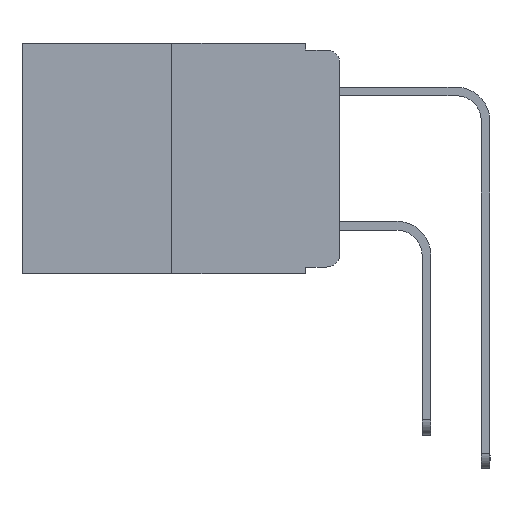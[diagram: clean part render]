
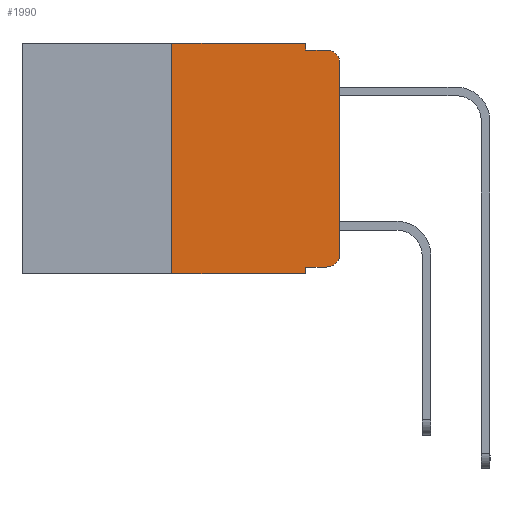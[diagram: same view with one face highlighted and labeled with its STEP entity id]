
A CAD part, left-side view. The second image highlights one B-rep face of the part: STEP entity #1990.
In plain terms, the highlighted planar face has unit normal (-1, 0, 0).
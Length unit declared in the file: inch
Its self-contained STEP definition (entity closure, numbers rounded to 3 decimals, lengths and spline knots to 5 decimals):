
#516 = CARTESIAN_POINT ( 'NONE',  ( 0., 0.473, 0. ) ) ;
#603 = VECTOR ( 'NONE', #17514, 39.37008 ) ;
#1990 = ADVANCED_FACE ( 'NONE', ( #22837 ), #18773, .F. ) ;
#2295 = DIRECTION ( 'NONE',  ( -1., 0., 0. ) ) ;
#2432 = DIRECTION ( 'NONE',  ( 0., 0., -1. ) ) ;
#2612 = DIRECTION ( 'NONE',  ( 0., 0., 1. ) ) ;
#2860 = CARTESIAN_POINT ( 'NONE',  ( 0., 0.051, -0.333 ) ) ;
#2867 = LINE ( 'NONE', #17748, #20963 ) ;
#3385 = VERTEX_POINT ( 'NONE', #18638 ) ;
#3668 = VECTOR ( 'NONE', #5071, 39.37008 ) ;
#3986 = VERTEX_POINT ( 'NONE', #19727 ) ;
#4057 = CARTESIAN_POINT ( 'NONE',  ( 0., 0.051, -0.01 ) ) ;
#4297 = CARTESIAN_POINT ( 'NONE',  ( 0., 0.051, -0.343 ) ) ;
#4453 = ORIENTED_EDGE ( 'NONE', *, *, #13554, .F. ) ;
#4659 = CARTESIAN_POINT ( 'NONE',  ( 0., 0.051, -0.333 ) ) ;
#5071 = DIRECTION ( 'NONE',  ( 0., -1., 0. ) ) ;
#5301 = EDGE_CURVE ( 'NONE', #15884, #8833, #17059, .T. ) ;
#5448 = EDGE_CURVE ( 'NONE', #16995, #8833, #2867, .T. ) ;
#5492 = LINE ( 'NONE', #18526, #13220 ) ;
#6804 = CARTESIAN_POINT ( 'NONE',  ( 0., 0.25, -0.343 ) ) ;
#6850 = ORIENTED_EDGE ( 'NONE', *, *, #23211, .T. ) ;
#6984 = LINE ( 'NONE', #21828, #20152 ) ;
#7661 = ORIENTED_EDGE ( 'NONE', *, *, #5301, .F. ) ;
#7858 = VECTOR ( 'NONE', #16676, 39.37008 ) ;
#7907 = EDGE_CURVE ( 'NONE', #3986, #14572, #23263, .T. ) ;
#8088 = VERTEX_POINT ( 'NONE', #19895 ) ;
#8141 = CARTESIAN_POINT ( 'NONE',  ( 0., 0.02, -0.01 ) ) ;
#8527 = AXIS2_PLACEMENT_3D ( 'NONE', #18993, #2295, #2432 ) ;
#8795 = VERTEX_POINT ( 'NONE', #19930 ) ;
#8833 = VERTEX_POINT ( 'NONE', #4297 ) ;
#9480 = DIRECTION ( 'NONE',  ( 0., -1., 0. ) ) ;
#10226 = DIRECTION ( 'NONE',  ( 0., 0., -1. ) ) ;
#10512 = AXIS2_PLACEMENT_3D ( 'NONE', #15988, #25083, #10226 ) ;
#11144 = ORIENTED_EDGE ( 'NONE', *, *, #7907, .F. ) ;
#11453 = EDGE_LOOP ( 'NONE', ( #20608, #20380, #11144, #17744, #4453, #15774, #14163, #7661, #6850, #14845 ) ) ;
#11957 = EDGE_CURVE ( 'NONE', #16995, #8088, #6984, .T. ) ;
#12631 = AXIS2_PLACEMENT_3D ( 'NONE', #24861, #25005, #14489 ) ;
#13220 = VECTOR ( 'NONE', #16285, 39.37008 ) ;
#13456 = CIRCLE ( 'NONE', #8527, 0.02 ) ;
#13554 = EDGE_CURVE ( 'NONE', #8088, #27428, #26609, .T. ) ;
#14163 = ORIENTED_EDGE ( 'NONE', *, *, #5448, .T. ) ;
#14489 = DIRECTION ( 'NONE',  ( 0., 0., -1. ) ) ;
#14572 = VERTEX_POINT ( 'NONE', #8141 ) ;
#14589 = VERTEX_POINT ( 'NONE', #16687 ) ;
#14845 = ORIENTED_EDGE ( 'NONE', *, *, #21295, .T. ) ;
#15774 = ORIENTED_EDGE ( 'NONE', *, *, #11957, .F. ) ;
#15884 = VERTEX_POINT ( 'NONE', #2860 ) ;
#15988 = CARTESIAN_POINT ( 'NONE',  ( 0., 0.473, 0. ) ) ;
#16285 = DIRECTION ( 'NONE',  ( 0., 0., 1. ) ) ;
#16302 = VECTOR ( 'NONE', #23702, 39.37008 ) ;
#16676 = DIRECTION ( 'NONE',  ( 0., -1., 0. ) ) ;
#16687 = CARTESIAN_POINT ( 'NONE',  ( 0., 0., -0.03 ) ) ;
#16995 = VERTEX_POINT ( 'NONE', #6804 ) ;
#17059 = LINE ( 'NONE', #21676, #18810 ) ;
#17251 = CARTESIAN_POINT ( 'NONE',  ( 0., 0.051, 0. ) ) ;
#17514 = DIRECTION ( 'NONE',  ( 0., -1., 0. ) ) ;
#17744 = ORIENTED_EDGE ( 'NONE', *, *, #25852, .F. ) ;
#17748 = CARTESIAN_POINT ( 'NONE',  ( 0., 0.473, -0.343 ) ) ;
#18526 = CARTESIAN_POINT ( 'NONE',  ( 0., 0., 0. ) ) ;
#18638 = CARTESIAN_POINT ( 'NONE',  ( 0., 0., -0.313 ) ) ;
#18773 = PLANE ( 'NONE',  #10512 ) ;
#18810 = VECTOR ( 'NONE', #25608, 39.37008 ) ;
#18993 = CARTESIAN_POINT ( 'NONE',  ( 0., 0.02, -0.313 ) ) ;
#19727 = CARTESIAN_POINT ( 'NONE',  ( 0., 0.051, -0.01 ) ) ;
#19793 = CIRCLE ( 'NONE', #12631, 0.02 ) ;
#19895 = CARTESIAN_POINT ( 'NONE',  ( 0., 0.25, 0. ) ) ;
#19930 = CARTESIAN_POINT ( 'NONE',  ( 0., 0.02, -0.333 ) ) ;
#20152 = VECTOR ( 'NONE', #2612, 39.37008 ) ;
#20380 = ORIENTED_EDGE ( 'NONE', *, *, #22920, .T. ) ;
#20608 = ORIENTED_EDGE ( 'NONE', *, *, #26912, .T. ) ;
#20963 = VECTOR ( 'NONE', #9480, 39.37008 ) ;
#21295 = EDGE_CURVE ( 'NONE', #8795, #3385, #13456, .T. ) ;
#21676 = CARTESIAN_POINT ( 'NONE',  ( 0., 0.051, 0. ) ) ;
#21828 = CARTESIAN_POINT ( 'NONE',  ( 0., 0.25, 0. ) ) ;
#22837 = FACE_OUTER_BOUND ( 'NONE', #11453, .T. ) ;
#22920 = EDGE_CURVE ( 'NONE', #14589, #14572, #19793, .T. ) ;
#23211 = EDGE_CURVE ( 'NONE', #15884, #8795, #23866, .T. ) ;
#23263 = LINE ( 'NONE', #4057, #7858 ) ;
#23411 = LINE ( 'NONE', #17251, #16302 ) ;
#23702 = DIRECTION ( 'NONE',  ( 0., 0., -1. ) ) ;
#23866 = LINE ( 'NONE', #4659, #3668 ) ;
#24861 = CARTESIAN_POINT ( 'NONE',  ( 0., 0.02, -0.03 ) ) ;
#25005 = DIRECTION ( 'NONE',  ( -1., 0., 0. ) ) ;
#25083 = DIRECTION ( 'NONE',  ( 1., 0., 0. ) ) ;
#25608 = DIRECTION ( 'NONE',  ( 0., 0., -1. ) ) ;
#25852 = EDGE_CURVE ( 'NONE', #27428, #3986, #23411, .T. ) ;
#26499 = CARTESIAN_POINT ( 'NONE',  ( 0., 0.051, 0. ) ) ;
#26609 = LINE ( 'NONE', #516, #603 ) ;
#26912 = EDGE_CURVE ( 'NONE', #3385, #14589, #5492, .T. ) ;
#27428 = VERTEX_POINT ( 'NONE', #26499 ) ;
